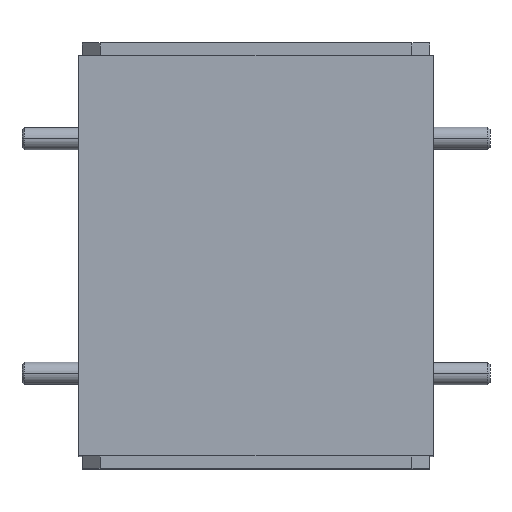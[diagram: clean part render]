
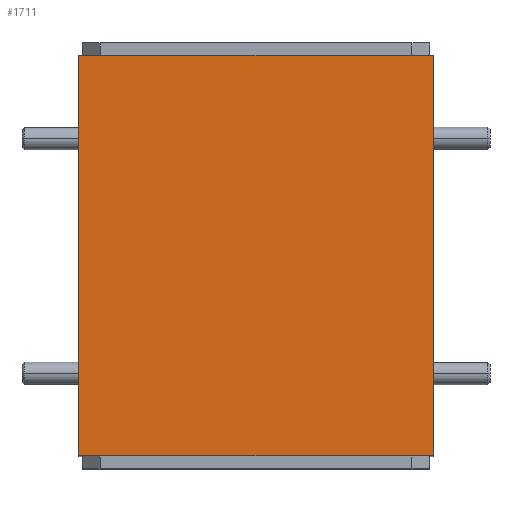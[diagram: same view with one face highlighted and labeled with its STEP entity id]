
A CAD part, top view. The second image highlights one B-rep face of the part: STEP entity #1711.
In plain terms, the highlighted planar face has unit normal (0, 0, 1).
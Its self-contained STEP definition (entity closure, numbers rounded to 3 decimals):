
#343 = PLANE ( 'NONE',  #3634 ) ;
#361 = ORIENTED_EDGE ( 'NONE', *, *, #7009, .T. ) ;
#969 = DIRECTION ( 'NONE',  ( -1., 0., 0. ) ) ;
#1128 = VERTEX_POINT ( 'NONE', #1370 ) ;
#1370 = CARTESIAN_POINT ( 'NONE',  ( 12.7, -14.351, 14.795 ) ) ;
#1482 = CARTESIAN_POINT ( 'NONE',  ( -12.7, 14.351, 14.795 ) ) ;
#1533 = CARTESIAN_POINT ( 'NONE',  ( -12.7, 14.351, 14.795 ) ) ;
#1711 = ADVANCED_FACE ( 'NONE', ( #5702 ), #343, .F. ) ;
#1850 = DIRECTION ( 'NONE',  ( 0., -1., 0. ) ) ;
#2081 = VERTEX_POINT ( 'NONE', #1533 ) ;
#2377 = CARTESIAN_POINT ( 'NONE',  ( -12.7, -14.351, 14.795 ) ) ;
#2387 = ORIENTED_EDGE ( 'NONE', *, *, #4881, .F. ) ;
#2566 = VECTOR ( 'NONE', #1850, 1000. ) ;
#2666 = LINE ( 'NONE', #2697, #5656 ) ;
#2674 = VECTOR ( 'NONE', #4784, 1000. ) ;
#2697 = CARTESIAN_POINT ( 'NONE',  ( -12.7, 14.351, 14.795 ) ) ;
#3160 = DIRECTION ( 'NONE',  ( 0., 0., -1. ) ) ;
#3182 = CARTESIAN_POINT ( 'NONE',  ( -12.7, 14.351, 14.795 ) ) ;
#3634 = AXIS2_PLACEMENT_3D ( 'NONE', #3182, #3160, #969 ) ;
#3635 = ORIENTED_EDGE ( 'NONE', *, *, #5580, .F. ) ;
#3691 = CARTESIAN_POINT ( 'NONE',  ( -12.7, -14.351, 14.795 ) ) ;
#3701 = LINE ( 'NONE', #3691, #5633 ) ;
#4408 = EDGE_CURVE ( 'NONE', #2081, #5140, #6554, .T. ) ;
#4784 = DIRECTION ( 'NONE',  ( 0., -1., 0. ) ) ;
#4881 = EDGE_CURVE ( 'NONE', #2081, #6626, #2666, .T. ) ;
#4898 = DIRECTION ( 'NONE',  ( 1., 0., 0. ) ) ;
#5140 = VERTEX_POINT ( 'NONE', #2377 ) ;
#5183 = CARTESIAN_POINT ( 'NONE',  ( 12.7, 14.351, 14.795 ) ) ;
#5559 = LINE ( 'NONE', #5183, #2566 ) ;
#5580 = EDGE_CURVE ( 'NONE', #6626, #1128, #5559, .T. ) ;
#5633 = VECTOR ( 'NONE', #7177, 1000. ) ;
#5656 = VECTOR ( 'NONE', #4898, 1000. ) ;
#5702 = FACE_OUTER_BOUND ( 'NONE', #6899, .T. ) ;
#6444 = CARTESIAN_POINT ( 'NONE',  ( 12.7, 14.351, 14.795 ) ) ;
#6554 = LINE ( 'NONE', #1482, #2674 ) ;
#6626 = VERTEX_POINT ( 'NONE', #6444 ) ;
#6730 = ORIENTED_EDGE ( 'NONE', *, *, #4408, .T. ) ;
#6899 = EDGE_LOOP ( 'NONE', ( #361, #3635, #2387, #6730 ) ) ;
#7009 = EDGE_CURVE ( 'NONE', #5140, #1128, #3701, .T. ) ;
#7177 = DIRECTION ( 'NONE',  ( 1., 0., 0. ) ) ;
